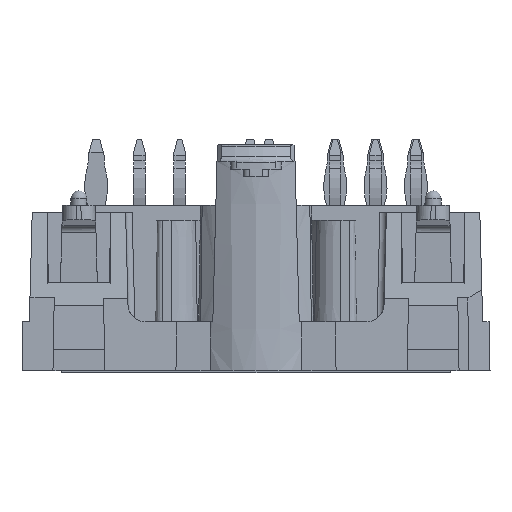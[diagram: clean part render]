
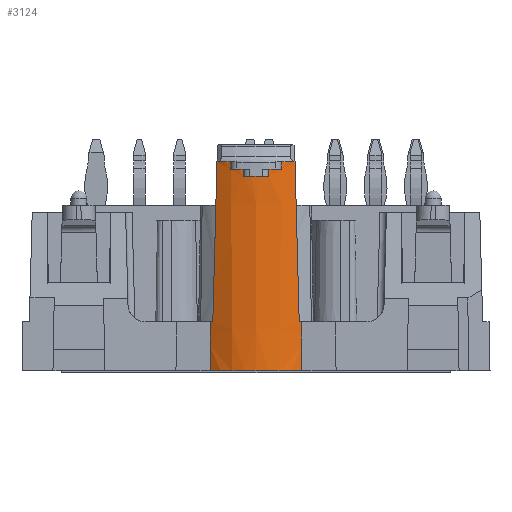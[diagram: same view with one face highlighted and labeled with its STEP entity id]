
A CAD part, left-side view. The second image highlights one B-rep face of the part: STEP entity #3124.
In plain terms, the highlighted conical face has half-angle 0.516 degrees and reference radius 5.5 mm.
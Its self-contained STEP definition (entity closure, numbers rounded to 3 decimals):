
#3124 = ADVANCED_FACE( '', ( #6738 ), #6739, .T. );
#6738 = FACE_OUTER_BOUND( '', #10753, .T. );
#6739 = CONICAL_SURFACE( '', #10754, 5.5, 0.009 );
#10753 = EDGE_LOOP( '', ( #20659, #20660, #20661, #20662, #20663, #20664, #20665, #20666, #20667, #20668, #20669, #20670, #20671, #20672, #20673, #20674 ) );
#10754 = AXIS2_PLACEMENT_3D( '', #20675, #20676, #20677 );
#20659 = ORIENTED_EDGE( '', *, *, #28144, .F. );
#20660 = ORIENTED_EDGE( '', *, *, #26220, .F. );
#20661 = ORIENTED_EDGE( '', *, *, #28145, .T. );
#20662 = ORIENTED_EDGE( '', *, *, #27833, .F. );
#20663 = ORIENTED_EDGE( '', *, *, #28146, .T. );
#20664 = ORIENTED_EDGE( '', *, *, #26778, .T. );
#20665 = ORIENTED_EDGE( '', *, *, #26771, .T. );
#20666 = ORIENTED_EDGE( '', *, *, #24850, .T. );
#20667 = ORIENTED_EDGE( '', *, *, #25748, .T. );
#20668 = ORIENTED_EDGE( '', *, *, #25686, .T. );
#20669 = ORIENTED_EDGE( '', *, *, #28147, .T. );
#20670 = ORIENTED_EDGE( '', *, *, #28148, .T. );
#20671 = ORIENTED_EDGE( '', *, *, #24142, .T. );
#20672 = ORIENTED_EDGE( '', *, *, #27658, .F. );
#20673 = ORIENTED_EDGE( '', *, *, #28149, .T. );
#20674 = ORIENTED_EDGE( '', *, *, #26186, .T. );
#20675 = CARTESIAN_POINT( '', ( -27.5, 0., 3.25 ) );
#20676 = DIRECTION( '', ( 0., 0., 1. ) );
#20677 = DIRECTION( '', ( -1., 0., 0. ) );
#24142 = EDGE_CURVE( '', #29003, #29001, #29004, .T. );
#24850 = EDGE_CURVE( '', #30275, #30273, #30276, .T. );
#25686 = EDGE_CURVE( '', #31673, #31671, #31674, .T. );
#25748 = EDGE_CURVE( '', #30273, #31673, #31765, .T. );
#26186 = EDGE_CURVE( '', #32499, #32497, #32500, .T. );
#26220 = EDGE_CURVE( '', #32548, #32543, #32550, .T. );
#26771 = EDGE_CURVE( '', #33357, #30275, #33358, .T. );
#26778 = EDGE_CURVE( '', #33366, #33357, #33367, .T. );
#27658 = EDGE_CURVE( '', #34564, #29001, #34566, .T. );
#27833 = EDGE_CURVE( '', #34776, #34778, #34779, .T. );
#28144 = EDGE_CURVE( '', #32543, #32497, #35140, .T. );
#28145 = EDGE_CURVE( '', #32548, #34778, #35141, .T. );
#28146 = EDGE_CURVE( '', #34776, #33366, #35142, .T. );
#28147 = EDGE_CURVE( '', #31671, #35143, #35144, .T. );
#28148 = EDGE_CURVE( '', #35143, #29003, #35145, .T. );
#28149 = EDGE_CURVE( '', #34564, #32499, #35146, .T. );
#29001 = VERTEX_POINT( '', #36115 );
#29003 = VERTEX_POINT( '', #36118 );
#29004 = CIRCLE( '', #36119, 5.6 );
#30273 = VERTEX_POINT( '', #37969 );
#30275 = VERTEX_POINT( '', #37972 );
#30276 = LINE( '', #37973, #37974 );
#31671 = VERTEX_POINT( '', #39941 );
#31673 = VERTEX_POINT( '', #39944 );
#31674 = LINE( '', #39945, #39946 );
#31765 = CIRCLE( '', #40076, 5.591 );
#32497 = VERTEX_POINT( '', #41237 );
#32499 = VERTEX_POINT( '', #41240 );
#32500 = ELLIPSE( '', #41241, 248.172, 3.71 );
#32543 = VERTEX_POINT( '', #41305 );
#32548 = VERTEX_POINT( '', #41312 );
#32550 = ELLIPSE( '', #41315, 248.172, 3.71 );
#33357 = VERTEX_POINT( '', #42487 );
#33358 = CIRCLE( '', #42488, 5.595 );
#33366 = VERTEX_POINT( '', #42499 );
#33367 = LINE( '', #42500, #42501 );
#34564 = VERTEX_POINT( '', #44281 );
#34566 = ELLIPSE( '', #44283, 283.039, 6.957 );
#34776 = VERTEX_POINT( '', #44603 );
#34778 = VERTEX_POINT( '', #44606 );
#34779 = ELLIPSE( '', #44607, 283.039, 6.957 );
#35140 = CIRCLE( '', #45102, 5.469 );
#35141 = CIRCLE( '', #45103, 5.5 );
#35142 = CIRCLE( '', #45104, 5.6 );
#35143 = VERTEX_POINT( '', #45105 );
#35144 = CIRCLE( '', #45106, 5.595 );
#35145 = LINE( '', #45107, #45108 );
#35146 = CIRCLE( '', #45109, 5.5 );
#36115 = CARTESIAN_POINT( '', ( -32.401, 2.709, 14.35 ) );
#36118 = CARTESIAN_POINT( '', ( -32.82, 1.75, 14.35 ) );
#36119 = AXIS2_PLACEMENT_3D( '', #46125, #46126, #46127 );
#37969 = CARTESIAN_POINT( '', ( -33.018, -0.9, 13.35 ) );
#37972 = CARTESIAN_POINT( '', ( -33.023, -0.9, 13.85 ) );
#37973 = CARTESIAN_POINT( '', ( -33.02, -0.9, 13.6 ) );
#37974 = VECTOR( '', #46902, 1000. );
#39941 = CARTESIAN_POINT( '', ( -33.023, 0.9, 13.85 ) );
#39944 = CARTESIAN_POINT( '', ( -33.018, 0.9, 13.35 ) );
#39945 = CARTESIAN_POINT( '', ( -33.02, 0.9, 13.6 ) );
#39946 = VECTOR( '', #47815, 1000. );
#40076 = AXIS2_PLACEMENT_3D( '', #47879, #47880, #47881 );
#41237 = CARTESIAN_POINT( '', ( -31.941, 3.193, -0.15 ) );
#41240 = CARTESIAN_POINT( '', ( -32., 3.162, 3.25 ) );
#41241 = AXIS2_PLACEMENT_3D( '', #48310, #48311, #48312 );
#41305 = CARTESIAN_POINT( '', ( -31.941, -3.193, -0.15 ) );
#41312 = CARTESIAN_POINT( '', ( -32., -3.162, 3.25 ) );
#41315 = AXIS2_PLACEMENT_3D( '', #48337, #48338, #48339 );
#42487 = CARTESIAN_POINT( '', ( -32.815, -1.75, 13.85 ) );
#42488 = AXIS2_PLACEMENT_3D( '', #48909, #48910, #48911 );
#42499 = CARTESIAN_POINT( '', ( -32.82, -1.75, 14.35 ) );
#42500 = CARTESIAN_POINT( '', ( -32.817, -1.75, 14.1 ) );
#42501 = VECTOR( '', #48918, 1000. );
#44281 = CARTESIAN_POINT( '', ( -32.11, 3., 3.25 ) );
#44283 = AXIS2_PLACEMENT_3D( '', #49801, #49802, #49803 );
#44603 = CARTESIAN_POINT( '', ( -32.401, -2.709, 14.35 ) );
#44606 = CARTESIAN_POINT( '', ( -32.11, -3., 3.25 ) );
#44607 = AXIS2_PLACEMENT_3D( '', #49964, #49965, #49966 );
#45102 = AXIS2_PLACEMENT_3D( '', #50238, #50239, #50240 );
#45103 = AXIS2_PLACEMENT_3D( '', #50241, #50242, #50243 );
#45104 = AXIS2_PLACEMENT_3D( '', #50244, #50245, #50246 );
#45105 = CARTESIAN_POINT( '', ( -32.815, 1.75, 13.85 ) );
#45106 = AXIS2_PLACEMENT_3D( '', #50247, #50248, #50249 );
#45107 = CARTESIAN_POINT( '', ( -32.817, 1.75, 14.1 ) );
#45108 = VECTOR( '', #50250, 1000. );
#45109 = AXIS2_PLACEMENT_3D( '', #50251, #50252, #50253 );
#46125 = CARTESIAN_POINT( '', ( -27.5, 0., 14.35 ) );
#46126 = DIRECTION( '', ( 0., 0., -1. ) );
#46127 = DIRECTION( '', ( -1., 0., 0. ) );
#46902 = DIRECTION( '', ( 0.009, 0., -1. ) );
#47815 = DIRECTION( '', ( -0.009, 0., 1. ) );
#47879 = CARTESIAN_POINT( '', ( -27.5, 0., 13.35 ) );
#47880 = DIRECTION( '', ( 0., 0., -1. ) );
#47881 = DIRECTION( '', ( -1., 0., 0. ) );
#48310 = CARTESIAN_POINT( '', ( -29.735, 0., -126.486 ) );
#48311 = DIRECTION( '', ( -1., 0., -0.017 ) );
#48312 = DIRECTION( '', ( -0.017, 0., 1. ) );
#48337 = CARTESIAN_POINT( '', ( -29.735, 0., -126.486 ) );
#48338 = DIRECTION( '', ( 1., 0., 0.017 ) );
#48339 = DIRECTION( '', ( -0.017, 0., 1. ) );
#48909 = CARTESIAN_POINT( '', ( -27.5, 0., 13.85 ) );
#48910 = DIRECTION( '', ( 0., 0., -1. ) );
#48911 = DIRECTION( '', ( -1., 0., 0. ) );
#48918 = DIRECTION( '', ( 0.009, 0., -1. ) );
#49801 = CARTESIAN_POINT( '', ( -27.5, -2.549, 215.159 ) );
#49802 = DIRECTION( '', ( 0., 1., 0.026 ) );
#49803 = DIRECTION( '', ( 0., -0.026, 1. ) );
#49964 = CARTESIAN_POINT( '', ( -27.5, 2.549, 215.159 ) );
#49965 = DIRECTION( '', ( 0., -1., 0.026 ) );
#49966 = DIRECTION( '', ( 0., 0.026, 1. ) );
#50238 = CARTESIAN_POINT( '', ( -27.5, 0., -0.15 ) );
#50239 = DIRECTION( '', ( 0., 0., -1. ) );
#50240 = DIRECTION( '', ( 1., 0., 0. ) );
#50241 = CARTESIAN_POINT( '', ( -27.5, 0., 3.25 ) );
#50242 = DIRECTION( '', ( 0., 0., -1. ) );
#50243 = DIRECTION( '', ( -1., 0., 0. ) );
#50244 = CARTESIAN_POINT( '', ( -27.5, 0., 14.35 ) );
#50245 = DIRECTION( '', ( 0., 0., -1. ) );
#50246 = DIRECTION( '', ( -1., 0., 0. ) );
#50247 = CARTESIAN_POINT( '', ( -27.5, 0., 13.85 ) );
#50248 = DIRECTION( '', ( 0., 0., -1. ) );
#50249 = DIRECTION( '', ( -1., 0., 0. ) );
#50250 = DIRECTION( '', ( -0.009, 0., 1. ) );
#50251 = CARTESIAN_POINT( '', ( -27.5, 0., 3.25 ) );
#50252 = DIRECTION( '', ( 0., 0., -1. ) );
#50253 = DIRECTION( '', ( -1., 0., 0. ) );
